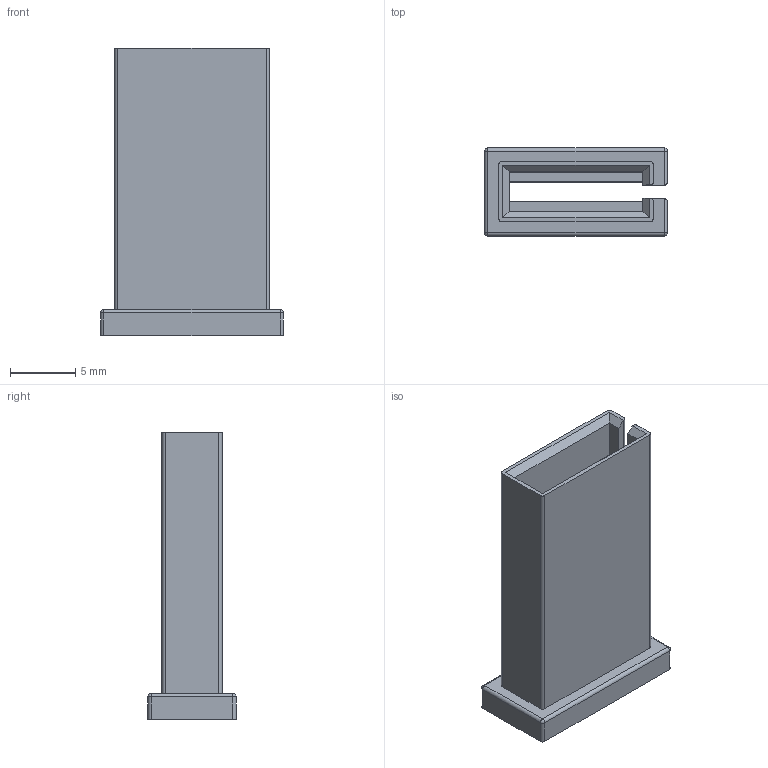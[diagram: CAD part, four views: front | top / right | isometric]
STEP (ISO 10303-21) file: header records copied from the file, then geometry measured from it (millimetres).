
FILE_DESCRIPTION(('HOOPS Exchange Step'),'2;1');
FILE_NAME('temp_export','2022-10-27T13:15:14-07:00',('wrigh'),('Shapr3D Limited'),'HOOPS Exchange 2022.0','Shapr3D','Authorized');
FILE_SCHEMA( ('AUTOMOTIVE_DESIGN { 1 0 10303 214 1 1 1 1 }') );
Length unit declared in the file: millimetre
Products named in the file (1): root
Bounding box: 14 x 6.75 x 22 mm (x, y, z)
Volume: 823.3 mm3; surface area: 1400.1 mm2
Topology: 1 solids, 1 shells, 50 faces, 130 edges, 78 vertices
Faces by surface type: plane 29, cylinder 17, sphere 4
Entity records: 1502 total; most frequent: DIRECTION 260, CARTESIAN_POINT 255, ORIENTED_EDGE 252, EDGE_CURVE 126, VECTOR 94, LINE 94, AXIS2_PLACEMENT_3D 83, VERTEX_POINT 78
